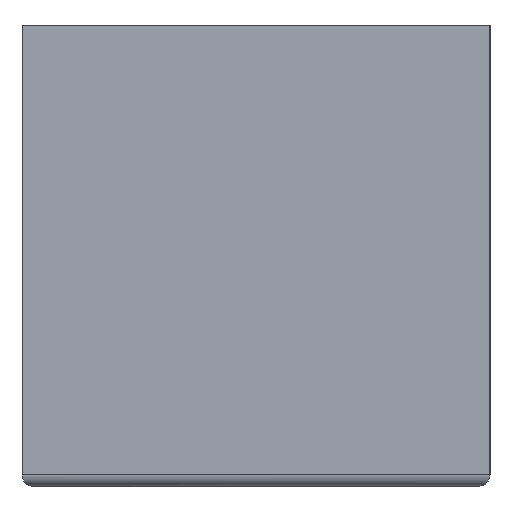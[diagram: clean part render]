
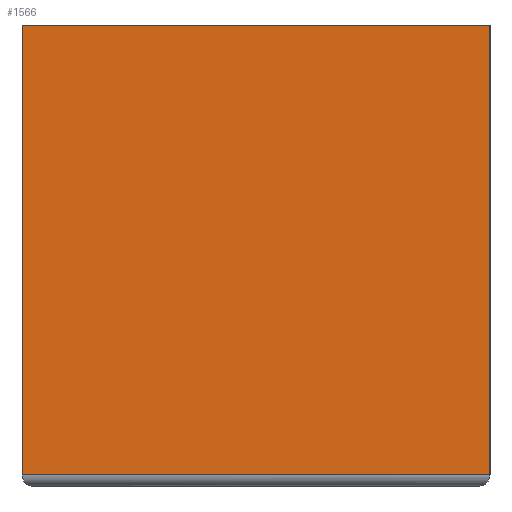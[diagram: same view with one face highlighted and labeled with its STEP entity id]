
A CAD part, left-side view. The second image highlights one B-rep face of the part: STEP entity #1566.
In plain terms, the highlighted planar face has unit normal (-1, 0, 0).
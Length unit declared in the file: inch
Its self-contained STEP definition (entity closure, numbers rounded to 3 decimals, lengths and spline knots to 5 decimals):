
#39=PLANE('',#1681);
#127=FACE_OUTER_BOUND('',#214,.T.);
#214=EDGE_LOOP('',(#1106,#1107,#1108,#1109));
#391=LINE('',#2744,#517);
#396=LINE('',#2754,#522);
#399=LINE('',#2764,#525);
#400=LINE('',#2765,#526);
#517=VECTOR('',#1874,0.3937);
#522=VECTOR('',#1887,0.3937);
#525=VECTOR('',#1896,0.3937);
#526=VECTOR('',#1897,0.3937);
#678=VERTEX_POINT('',#2741);
#679=VERTEX_POINT('',#2743);
#680=VERTEX_POINT('',#2753);
#684=VERTEX_POINT('',#2763);
#841=EDGE_CURVE('',#678,#679,#391,.T.);
#847=EDGE_CURVE('',#679,#680,#396,.T.);
#852=EDGE_CURVE('',#678,#684,#399,.T.);
#853=EDGE_CURVE('',#680,#684,#400,.T.);
#1106=ORIENTED_EDGE('',*,*,#841,.F.);
#1107=ORIENTED_EDGE('',*,*,#852,.T.);
#1108=ORIENTED_EDGE('',*,*,#853,.F.);
#1109=ORIENTED_EDGE('',*,*,#847,.F.);
#1566=ADVANCED_FACE('',(#127),#39,.T.);
#1681=AXIS2_PLACEMENT_3D('',#2762,#1894,#1895);
#1874=DIRECTION('',(0.,1.,0.));
#1887=DIRECTION('',(0.,0.,1.));
#1894=DIRECTION('center_axis',(-1.,0.,0.));
#1895=DIRECTION('ref_axis',(0.,-1.,0.));
#1896=DIRECTION('',(0.,0.,1.));
#1897=DIRECTION('',(0.,-1.,0.));
#2741=CARTESIAN_POINT('',(-0.635,-0.635,0.0315));
#2743=CARTESIAN_POINT('',(-0.635,0.635,0.0315));
#2744=CARTESIAN_POINT('',(-0.635,0.3175,0.0315));
#2753=CARTESIAN_POINT('',(-0.635,0.635,1.25));
#2754=CARTESIAN_POINT('',(-0.635,0.635,0.));
#2762=CARTESIAN_POINT('Origin',(-0.635,0.635,0.));
#2763=CARTESIAN_POINT('',(-0.635,-0.635,1.25));
#2764=CARTESIAN_POINT('',(-0.635,-0.635,0.));
#2765=CARTESIAN_POINT('',(-0.635,0.3175,1.25));
